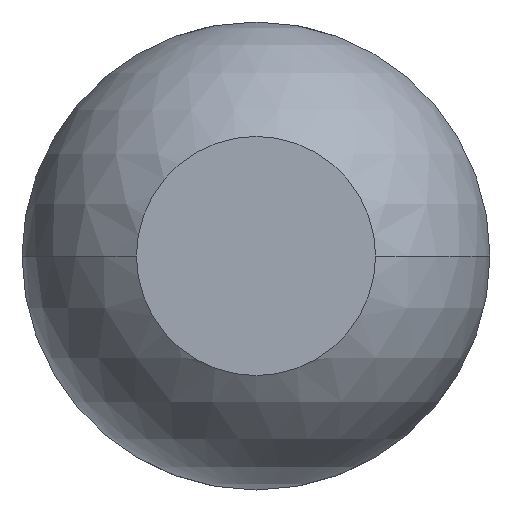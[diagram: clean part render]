
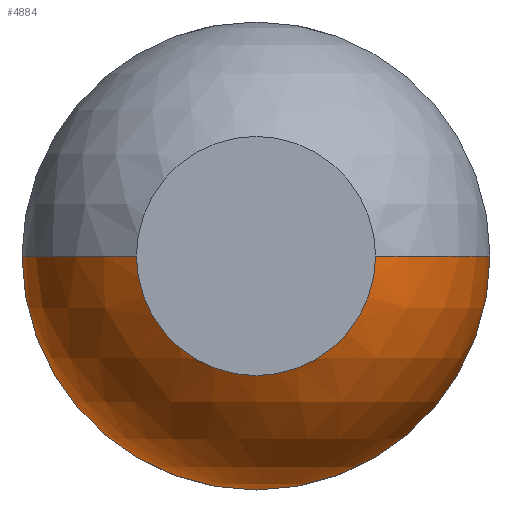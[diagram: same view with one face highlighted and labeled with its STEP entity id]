
A CAD part, front view. The second image highlights one B-rep face of the part: STEP entity #4884.
In plain terms, the highlighted spherical face has radius 0.685 mm.
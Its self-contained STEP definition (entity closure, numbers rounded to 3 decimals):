
#214 = CIRCLE ( 'NONE', #1100, 0.685 ) ;
#433 = VERTEX_POINT ( 'NONE', #3715 ) ;
#565 = AXIS2_PLACEMENT_3D ( 'NONE', #5072, #2192, #1813 ) ;
#598 = ORIENTED_EDGE ( 'NONE', *, *, #2183, .F. ) ;
#754 = VERTEX_POINT ( 'NONE', #5107 ) ;
#775 = VERTEX_POINT ( 'NONE', #3058 ) ;
#860 = CARTESIAN_POINT ( 'NONE',  ( 0.685, -29.411, 0. ) ) ;
#992 = EDGE_CURVE ( 'Defeature ausgef�hrt1_30+Defeature ausgef�hrt1_28+Defeature ausgef�hrt1_28+Defeature ausgef�hrt1_28', #2825, #775, #3734, .T. ) ;
#1029 = ORIENTED_EDGE ( 'NONE', *, *, #3268, .F. ) ;
#1043 = VERTEX_POINT ( 'NONE', #1606 ) ;
#1100 = AXIS2_PLACEMENT_3D ( 'NONE', #4440, #2332, #5226 ) ;
#1109 = CIRCLE ( 'NONE', #4342, 0.685 ) ;
#1287 = CARTESIAN_POINT ( 'NONE',  ( 0., -29.411, 0. ) ) ;
#1428 = AXIS2_PLACEMENT_3D ( 'NONE', #1287, #4989, #1726 ) ;
#1606 = CARTESIAN_POINT ( 'NONE',  ( -0.35, -30., 0. ) ) ;
#1726 = DIRECTION ( 'NONE',  ( 1., 0., 0. ) ) ;
#1734 = ORIENTED_EDGE ( 'NONE', *, *, #3345, .F. ) ;
#1758 = EDGE_LOOP ( 'NONE', ( #1029, #4754, #2571, #598, #1734, #2936 ) ) ;
#1813 = DIRECTION ( 'NONE',  ( -1., 0., 0. ) ) ;
#1848 = CARTESIAN_POINT ( 'NONE',  ( 0., -29.411, 0. ) ) ;
#2117 = VERTEX_POINT ( 'NONE', #860 ) ;
#2183 = EDGE_CURVE ( 'Defeature ausgef�hrt1_29+Defeature ausgef�hrt1_28+Defeature ausgef�hrt1_28+Defeature ausgef�hrt1_28', #2117, #433, #2296, .T. ) ;
#2192 = DIRECTION ( 'NONE',  ( 0., 0., -1. ) ) ;
#2296 = CIRCLE ( 'NONE', #5083, 0.685 ) ;
#2319 = CARTESIAN_POINT ( 'NONE',  ( 0., -30., 0. ) ) ;
#2332 = DIRECTION ( 'NONE',  ( 0., 0., 1. ) ) ;
#2334 = AXIS2_PLACEMENT_3D ( 'NONE', #2319, #5179, #2724 ) ;
#2420 = EDGE_CURVE ( 'Defeature ausgef�hrt1_29+Defeature ausgef�hrt1_28+Defeature ausgef�hrt1_28+Defeature ausgef�hrt1_28', #433, #754, #1109, .T. ) ;
#2474 = SPHERICAL_SURFACE ( 'NONE', #1428, 0.685 ) ;
#2571 = ORIENTED_EDGE ( 'NONE', *, *, #2420, .F. ) ;
#2724 = DIRECTION ( 'NONE',  ( 0., 0., -1. ) ) ;
#2825 = VERTEX_POINT ( 'NONE', #3611 ) ;
#2920 = FACE_OUTER_BOUND ( 'NONE', #1758, .T. ) ;
#2936 = ORIENTED_EDGE ( 'NONE', *, *, #992, .F. ) ;
#3058 = CARTESIAN_POINT ( 'NONE',  ( 0.35, -30., 0. ) ) ;
#3076 = DIRECTION ( 'NONE',  ( 0., 0., 1. ) ) ;
#3268 = EDGE_CURVE ( 'Defeature ausgef�hrt1_30+Defeature ausgef�hrt1_28+Defeature ausgef�hrt1_28+Defeature ausgef�hrt1_28', #1043, #2825, #5110, .T. ) ;
#3345 = EDGE_CURVE ( 'NONE', #775, #2117, #214, .T. ) ;
#3472 = AXIS2_PLACEMENT_3D ( 'NONE', #4026, #4870, #5284 ) ;
#3527 = EDGE_CURVE ( 'NONE', #1043, #754, #4230, .T. ) ;
#3611 = CARTESIAN_POINT ( 'NONE',  ( 0., -30., -0.35 ) ) ;
#3715 = CARTESIAN_POINT ( 'NONE',  ( 0., -29.411, -0.685 ) ) ;
#3734 = CIRCLE ( 'NONE', #3472, 0.35 ) ;
#4019 = DIRECTION ( 'NONE',  ( 0., 0., 1. ) ) ;
#4026 = CARTESIAN_POINT ( 'NONE',  ( 0., -30., 0. ) ) ;
#4230 = CIRCLE ( 'NONE', #565, 0.685 ) ;
#4342 = AXIS2_PLACEMENT_3D ( 'NONE', #5208, #4466, #4019 ) ;
#4440 = CARTESIAN_POINT ( 'NONE',  ( 0., -29.411, 0. ) ) ;
#4466 = DIRECTION ( 'NONE',  ( 0., 1., 0. ) ) ;
#4754 = ORIENTED_EDGE ( 'NONE', *, *, #3527, .T. ) ;
#4870 = DIRECTION ( 'NONE',  ( 0., -1., 0. ) ) ;
#4884 = ADVANCED_FACE ( 'Defeature ausgef�hrt1_28', ( #2920 ), #2474, .T. ) ;
#4989 = DIRECTION ( 'NONE',  ( 0., 0., -1. ) ) ;
#5072 = CARTESIAN_POINT ( 'NONE',  ( 0., -29.411, 0. ) ) ;
#5074 = DIRECTION ( 'NONE',  ( 0., 1., 0. ) ) ;
#5083 = AXIS2_PLACEMENT_3D ( 'NONE', #1848, #5074, #3076 ) ;
#5107 = CARTESIAN_POINT ( 'NONE',  ( -0.685, -29.411, 0. ) ) ;
#5110 = CIRCLE ( 'NONE', #2334, 0.35 ) ;
#5179 = DIRECTION ( 'NONE',  ( 0., -1., 0. ) ) ;
#5208 = CARTESIAN_POINT ( 'NONE',  ( 0., -29.411, 0. ) ) ;
#5226 = DIRECTION ( 'NONE',  ( 1., 0., 0. ) ) ;
#5284 = DIRECTION ( 'NONE',  ( 0., 0., -1. ) ) ;
